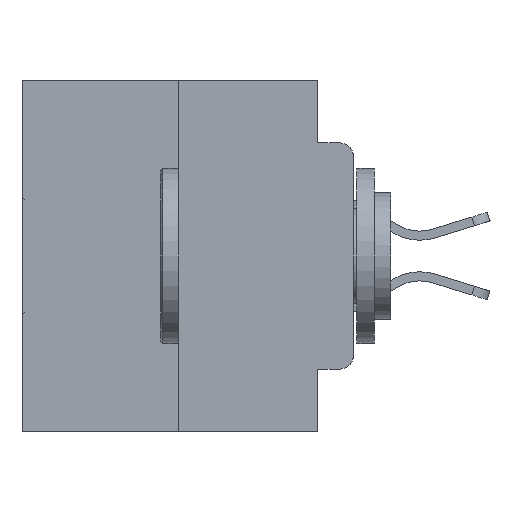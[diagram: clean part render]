
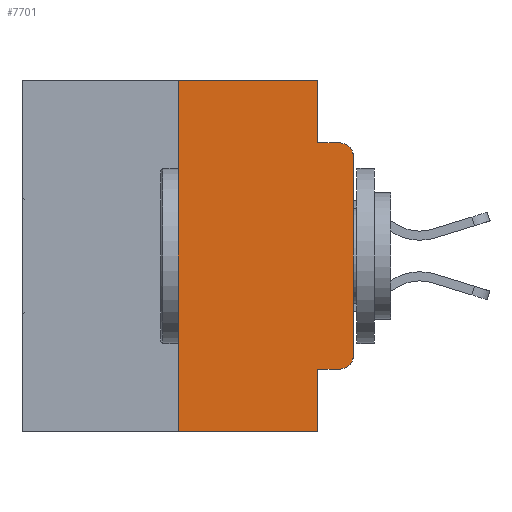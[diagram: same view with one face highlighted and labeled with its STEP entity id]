
A CAD part, left-side view. The second image highlights one B-rep face of the part: STEP entity #7701.
In plain terms, the highlighted planar face has unit normal (-1, 0, 0).
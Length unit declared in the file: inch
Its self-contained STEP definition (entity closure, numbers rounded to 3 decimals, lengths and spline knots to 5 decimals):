
#146 = CARTESIAN_POINT ( 'NONE',  ( 0., 0.25, -0.5 ) ) ;
#189 = EDGE_CURVE ( 'NONE', #1549, #15696, #26757, .T. ) ;
#406 = DIRECTION ( 'NONE',  ( 0., -1., 0. ) ) ;
#983 = VECTOR ( 'NONE', #406, 39.37008 ) ;
#1086 = CARTESIAN_POINT ( 'NONE',  ( 0., 0.051, -0.5 ) ) ;
#1351 = CIRCLE ( 'NONE', #11765, 0.02 ) ;
#1549 = VERTEX_POINT ( 'NONE', #16024 ) ;
#1853 = LINE ( 'NONE', #19606, #24209 ) ;
#2297 = EDGE_CURVE ( 'NONE', #4361, #25643, #14331, .T. ) ;
#2495 = LINE ( 'NONE', #28943, #983 ) ;
#3701 = CARTESIAN_POINT ( 'NONE',  ( 0., 0.051, 0. ) ) ;
#4361 = VERTEX_POINT ( 'NONE', #13144 ) ;
#4787 = EDGE_CURVE ( 'NONE', #15696, #9953, #2495, .T. ) ;
#5566 = DIRECTION ( 'NONE',  ( -1., 0., 0. ) ) ;
#5700 = EDGE_CURVE ( 'NONE', #25643, #9953, #1351, .T. ) ;
#5711 = VECTOR ( 'NONE', #15886, 39.37008 ) ;
#6024 = EDGE_CURVE ( 'NONE', #22860, #8448, #14374, .T. ) ;
#6344 = ORIENTED_EDGE ( 'NONE', *, *, #4787, .F. ) ;
#6943 = ORIENTED_EDGE ( 'NONE', *, *, #24544, .F. ) ;
#7529 = DIRECTION ( 'NONE',  ( 0., 0., 1. ) ) ;
#7701 = ADVANCED_FACE ( 'NONE', ( #29923 ), #26389, .F. ) ;
#7994 = DIRECTION ( 'NONE',  ( 0., 0., -1. ) ) ;
#8222 = CARTESIAN_POINT ( 'NONE',  ( 0., 0.25, 0. ) ) ;
#8448 = VERTEX_POINT ( 'NONE', #1086 ) ;
#8504 = VECTOR ( 'NONE', #8718, 39.37008 ) ;
#8718 = DIRECTION ( 'NONE',  ( 0., 0., -1. ) ) ;
#9567 = VECTOR ( 'NONE', #28881, 39.37008 ) ;
#9631 = CARTESIAN_POINT ( 'NONE',  ( 0., 0.25, 0. ) ) ;
#9722 = EDGE_CURVE ( 'NONE', #16313, #4361, #29065, .T. ) ;
#9864 = EDGE_CURVE ( 'NONE', #22860, #16313, #1853, .T. ) ;
#9953 = VERTEX_POINT ( 'NONE', #14982 ) ;
#10571 = LINE ( 'NONE', #9631, #20236 ) ;
#11473 = EDGE_CURVE ( 'NONE', #16074, #8448, #20809, .T. ) ;
#11765 = AXIS2_PLACEMENT_3D ( 'NONE', #19825, #5566, #7994 ) ;
#11945 = ORIENTED_EDGE ( 'NONE', *, *, #5700, .T. ) ;
#12535 = CARTESIAN_POINT ( 'NONE',  ( 0., 0.473, 0. ) ) ;
#12782 = CARTESIAN_POINT ( 'NONE',  ( 0., 0.473, 0. ) ) ;
#13144 = CARTESIAN_POINT ( 'NONE',  ( 0., 0., -0.3915 ) ) ;
#13392 = CARTESIAN_POINT ( 'NONE',  ( 0., 0., 0. ) ) ;
#13541 = DIRECTION ( 'NONE',  ( 0., 0., -1. ) ) ;
#13559 = VECTOR ( 'NONE', #24431, 39.37008 ) ;
#14331 = LINE ( 'NONE', #13392, #5711 ) ;
#14374 = LINE ( 'NONE', #26615, #9567 ) ;
#14956 = AXIS2_PLACEMENT_3D ( 'NONE', #30134, #27812, #13541 ) ;
#14982 = CARTESIAN_POINT ( 'NONE',  ( 0., 0.02, -0.0885 ) ) ;
#15696 = VERTEX_POINT ( 'NONE', #17547 ) ;
#15764 = ORIENTED_EDGE ( 'NONE', *, *, #189, .F. ) ;
#15886 = DIRECTION ( 'NONE',  ( 0., 0., 1. ) ) ;
#16024 = CARTESIAN_POINT ( 'NONE',  ( 0., 0.051, 0. ) ) ;
#16074 = VERTEX_POINT ( 'NONE', #146 ) ;
#16313 = VERTEX_POINT ( 'NONE', #25226 ) ;
#16612 = ORIENTED_EDGE ( 'NONE', *, *, #11473, .T. ) ;
#17547 = CARTESIAN_POINT ( 'NONE',  ( 0., 0.051, -0.0885 ) ) ;
#18047 = LINE ( 'NONE', #12535, #13559 ) ;
#18772 = AXIS2_PLACEMENT_3D ( 'NONE', #12782, #19958, #27463 ) ;
#19606 = CARTESIAN_POINT ( 'NONE',  ( 0., 0.051, -0.4115 ) ) ;
#19825 = CARTESIAN_POINT ( 'NONE',  ( 0., 0.02, -0.1085 ) ) ;
#19958 = DIRECTION ( 'NONE',  ( 1., 0., 0. ) ) ;
#20236 = VECTOR ( 'NONE', #7529, 39.37008 ) ;
#20809 = LINE ( 'NONE', #30165, #24545 ) ;
#20915 = VERTEX_POINT ( 'NONE', #8222 ) ;
#21051 = ORIENTED_EDGE ( 'NONE', *, *, #2297, .T. ) ;
#22860 = VERTEX_POINT ( 'NONE', #24828 ) ;
#23697 = ORIENTED_EDGE ( 'NONE', *, *, #9722, .T. ) ;
#24209 = VECTOR ( 'NONE', #29302, 39.37008 ) ;
#24345 = ORIENTED_EDGE ( 'NONE', *, *, #6024, .F. ) ;
#24431 = DIRECTION ( 'NONE',  ( 0., -1., 0. ) ) ;
#24544 = EDGE_CURVE ( 'NONE', #20915, #1549, #18047, .T. ) ;
#24545 = VECTOR ( 'NONE', #25457, 39.37008 ) ;
#24828 = CARTESIAN_POINT ( 'NONE',  ( 0., 0.051, -0.4115 ) ) ;
#25145 = EDGE_CURVE ( 'NONE', #16074, #20915, #10571, .T. ) ;
#25226 = CARTESIAN_POINT ( 'NONE',  ( 0., 0.02, -0.4115 ) ) ;
#25391 = EDGE_LOOP ( 'NONE', ( #21051, #11945, #6344, #15764, #6943, #28270, #16612, #24345, #28933, #23697 ) ) ;
#25457 = DIRECTION ( 'NONE',  ( 0., -1., 0. ) ) ;
#25628 = CARTESIAN_POINT ( 'NONE',  ( 0., 0., -0.1085 ) ) ;
#25643 = VERTEX_POINT ( 'NONE', #25628 ) ;
#26389 = PLANE ( 'NONE',  #18772 ) ;
#26615 = CARTESIAN_POINT ( 'NONE',  ( 0., 0.051, 0. ) ) ;
#26757 = LINE ( 'NONE', #3701, #8504 ) ;
#27463 = DIRECTION ( 'NONE',  ( 0., 0., -1. ) ) ;
#27812 = DIRECTION ( 'NONE',  ( -1., 0., 0. ) ) ;
#28270 = ORIENTED_EDGE ( 'NONE', *, *, #25145, .F. ) ;
#28881 = DIRECTION ( 'NONE',  ( 0., 0., -1. ) ) ;
#28933 = ORIENTED_EDGE ( 'NONE', *, *, #9864, .T. ) ;
#28943 = CARTESIAN_POINT ( 'NONE',  ( 0., 0.051, -0.0885 ) ) ;
#29065 = CIRCLE ( 'NONE', #14956, 0.02 ) ;
#29302 = DIRECTION ( 'NONE',  ( 0., -1., 0. ) ) ;
#29923 = FACE_OUTER_BOUND ( 'NONE', #25391, .T. ) ;
#30134 = CARTESIAN_POINT ( 'NONE',  ( 0., 0.02, -0.3915 ) ) ;
#30165 = CARTESIAN_POINT ( 'NONE',  ( 0., 0.473, -0.5 ) ) ;
